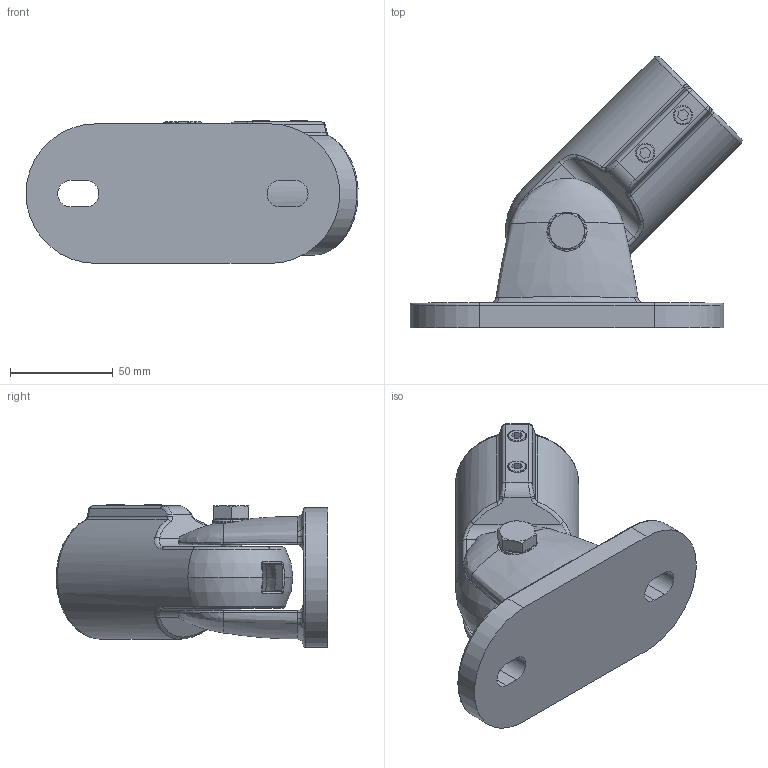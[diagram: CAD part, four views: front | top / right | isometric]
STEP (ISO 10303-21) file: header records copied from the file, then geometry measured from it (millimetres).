
FILE_DESCRIPTION (( 'STEP AP203' ), '1' );
FILE_NAME ('T194046ADJ.STEP', '2018-07-11T15:34:25', ( '' ), ( '' ), 'SwSTEP 2.0', 'SolidWorks 2016', '' );
FILE_SCHEMA (( 'CONFIG_CONTROL_DESIGN' ));
Length unit declared in the file: millimetre
Products named in the file (6): T194146A; T194046ADJ; T194046B; Hex Bolt_ISO 4016 - M10 x 55 x 26-WS; T194120; Single Coil Rectangular Section Spring Washer_Doughty Fastners_Rectangular section spring washer BS 4464 - 10 (Type B)
Assembly tree (6 placements, depth 2):
  T194046ADJ
    T194046B
    T194146A
    T194120  x2
    Single Coil Rectangular Section Spring Washer_Doughty Fastners_Rectangular section spring washer BS 4464 - 10 (Type B)
    Hex Bolt_ISO 4016 - M10 x 55 x 26-WS
Bounding box: 161.87 x 132.37 x 69.6 mm (x, y, z)
Volume: 286614.2 mm3; surface area: 82214.5 mm2
Topology: 6 solids, 6 shells, 314 faces, 821 edges, 518 vertices
Faces by surface type: cylinder 97, cone 88, plane 64, bspline 42, torus 17, sphere 6
Entity records: 14838 total; most frequent: CARTESIAN_POINT 6934, ORIENTED_EDGE 1574, DIRECTION 1533, EDGE_CURVE 787, AXIS2_PLACEMENT_3D 634, VERTEX_POINT 498, CIRCLE 368, EDGE_LOOP 317
